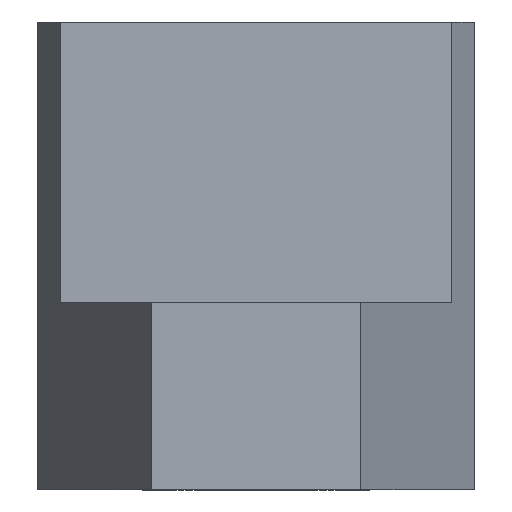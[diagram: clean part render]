
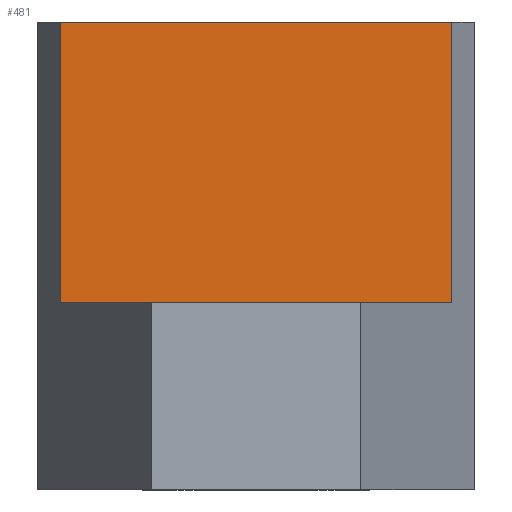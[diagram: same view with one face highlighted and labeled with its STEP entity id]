
A CAD part, left-side view. The second image highlights one B-rep face of the part: STEP entity #481.
In plain terms, the highlighted planar face has unit normal (-1, 0, 0).
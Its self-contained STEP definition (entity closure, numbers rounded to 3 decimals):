
#32 = ORIENTED_EDGE ( 'NONE', *, *, #949, .F. ) ;
#33 = EDGE_CURVE ( 'NONE', #1021, #884, #349, .T. ) ;
#131 = FACE_OUTER_BOUND ( 'NONE', #800, .T. ) ;
#166 = CARTESIAN_POINT ( 'NONE',  ( 8.5, 12.544, 12. ) ) ;
#226 = DIRECTION ( 'NONE',  ( 1., 0., 0. ) ) ;
#229 = CARTESIAN_POINT ( 'NONE',  ( 8.5, 12.544, 30. ) ) ;
#239 = VECTOR ( 'NONE', #792, 1000. ) ;
#262 = AXIS2_PLACEMENT_3D ( 'NONE', #610, #226, #475 ) ;
#263 = VECTOR ( 'NONE', #489, 1000. ) ;
#264 = VERTEX_POINT ( 'NONE', #812 ) ;
#286 = PLANE ( 'NONE',  #262 ) ;
#314 = CARTESIAN_POINT ( 'NONE',  ( 8.5, -12.544, 30. ) ) ;
#349 = LINE ( 'NONE', #990, #239 ) ;
#402 = ORIENTED_EDGE ( 'NONE', *, *, #727, .T. ) ;
#436 = ORIENTED_EDGE ( 'NONE', *, *, #655, .T. ) ;
#450 = ORIENTED_EDGE ( 'NONE', *, *, #33, .F. ) ;
#454 = CARTESIAN_POINT ( 'NONE',  ( 8.5, -12.544, 12. ) ) ;
#460 = VECTOR ( 'NONE', #556, 1000. ) ;
#475 = DIRECTION ( 'NONE',  ( 0., 1., 0. ) ) ;
#481 = ADVANCED_FACE ( 'NONE', ( #131 ), #286, .F. ) ;
#489 = DIRECTION ( 'NONE',  ( 0., 0., -1. ) ) ;
#501 = LINE ( 'NONE', #229, #460 ) ;
#556 = DIRECTION ( 'NONE',  ( 0., -1., 0. ) ) ;
#610 = CARTESIAN_POINT ( 'NONE',  ( 8.5, 12.544, 30. ) ) ;
#613 = CARTESIAN_POINT ( 'NONE',  ( 8.5, 12.544, 30. ) ) ;
#655 = EDGE_CURVE ( 'NONE', #264, #884, #940, .T. ) ;
#715 = VERTEX_POINT ( 'NONE', #613 ) ;
#727 = EDGE_CURVE ( 'NONE', #715, #264, #798, .T. ) ;
#792 = DIRECTION ( 'NONE',  ( 0., 0., -1. ) ) ;
#798 = LINE ( 'NONE', #963, #263 ) ;
#800 = EDGE_LOOP ( 'NONE', ( #436, #450, #32, #402 ) ) ;
#806 = VECTOR ( 'NONE', #945, 1000. ) ;
#812 = CARTESIAN_POINT ( 'NONE',  ( 8.5, 12.544, 12. ) ) ;
#884 = VERTEX_POINT ( 'NONE', #454 ) ;
#940 = LINE ( 'NONE', #166, #806 ) ;
#945 = DIRECTION ( 'NONE',  ( 0., -1., 0. ) ) ;
#949 = EDGE_CURVE ( 'NONE', #715, #1021, #501, .T. ) ;
#963 = CARTESIAN_POINT ( 'NONE',  ( 8.5, 12.544, 30. ) ) ;
#990 = CARTESIAN_POINT ( 'NONE',  ( 8.5, -12.544, 30. ) ) ;
#1021 = VERTEX_POINT ( 'NONE', #314 ) ;
